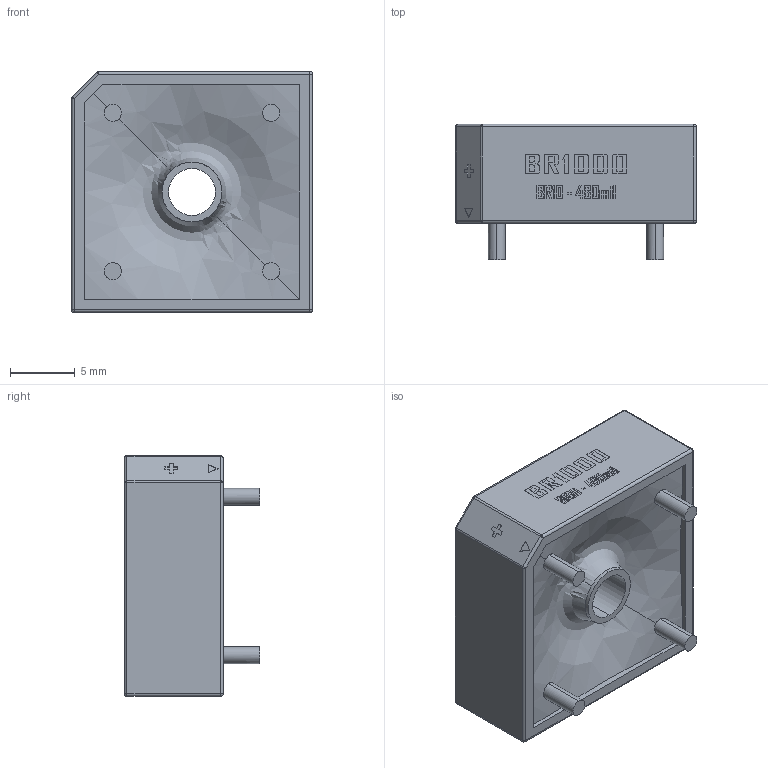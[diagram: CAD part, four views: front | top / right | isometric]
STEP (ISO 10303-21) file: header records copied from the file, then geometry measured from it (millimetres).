
FILE_DESCRIPTION (( 'STEP AP214' ), '1' );
FILE_NAME ('BR10___Min_Size__.STEP', '2023-03-07T19:58:49', ( '' ), ( '' ), 'SwSTEP 2.0', 'SolidWorks 2020', '' );
FILE_SCHEMA (( 'AUTOMOTIVE_DESIGN' ));
Length unit declared in the file: millimetre
Products named in the file (1): BR10___Min_Size__
Bounding box: 18.54 x 10.42 x 18.54 mm (x, y, z)
Volume: 2289.2 mm3; surface area: 1402.5 mm2
Topology: 1 solids, 1 shells, 373 faces, 976 edges, 633 vertices
Faces by surface type: plane 268, bspline 66, cylinder 27, sphere 10, torus 2
Entity records: 16851 total; most frequent: CARTESIAN_POINT 4519, ORIENTED_EDGE 1932, DIRECTION 1484, EDGE_CURVE 966, LINE 764, VECTOR 764, VERTEX_POINT 633, EDGE_LOOP 413
